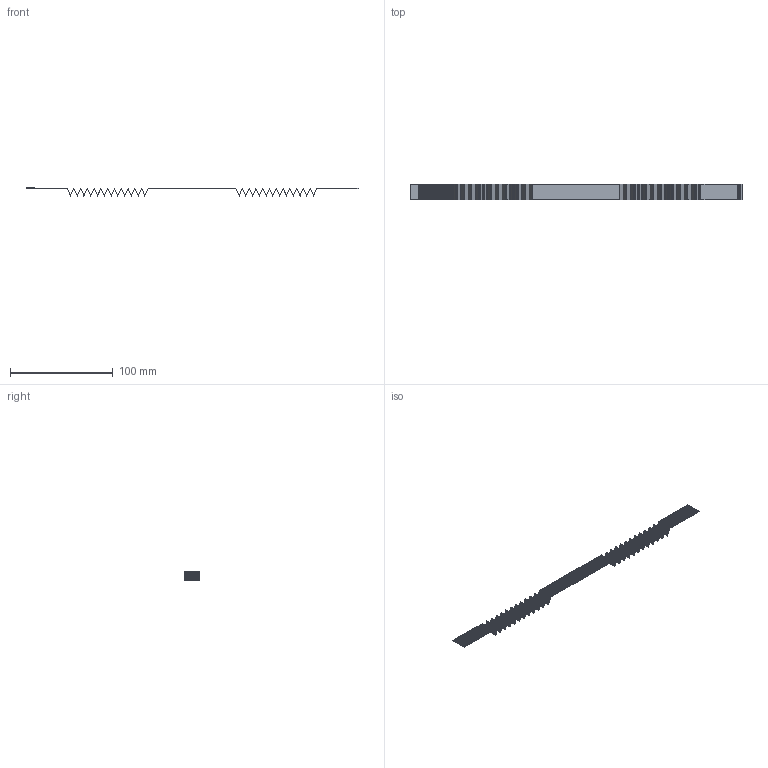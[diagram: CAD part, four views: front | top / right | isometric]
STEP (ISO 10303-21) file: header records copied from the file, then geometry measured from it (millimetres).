
FILE_DESCRIPTION(/* description */ ('Unknown'),/* implementation_level */ '2;1');
FILE_NAME(/* name */ '687730225002',/* time_stamp */ '2020-12-14T09:32:25+01:00',/* author */ ('Unknown'),/* organization */ ('Unknown'),/* preprocessor_version */ 'ST-DEVELOPER v16.7',/* originating_system */ 'DEX',/* authorisation */ $);
FILE_SCHEMA (('AUTOMOTIVE_DESIGN {1 0 10303 214 3 1 1}'));
Products named in the file (2): 6877xx225002; 687730225002
Assembly tree (1 placements, depth 2):
  6877xx225002
    687730225002
Bounding box: 323.56 x 15.5 x 7.93 mm (x, y, z)
Volume: 982.5 mm3; surface area: 28105.5 mm2
Topology: 1 solids, 721 shells, 6395 faces, 14731 edges, 9778 vertices
Faces by surface type: plane 6395
Entity records: 220261 total; most frequent: CARTESIAN_POINT 30906, ORIENTED_EDGE 29462, DIRECTION 27525, EDGE_CURVE 14731, LINE 14731, VECTOR 14731, VERTEX_POINT 9778, AXIS2_PLACEMENT_3D 6397
